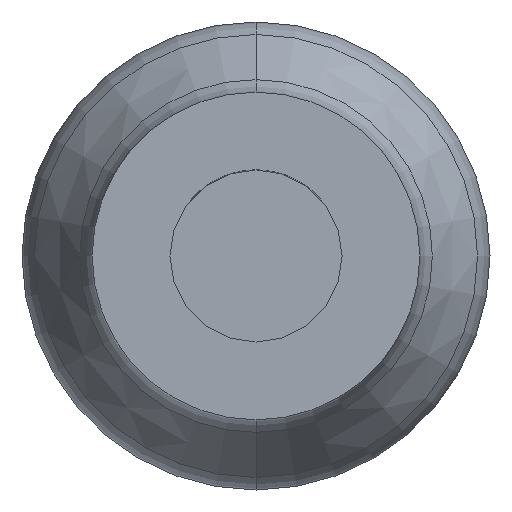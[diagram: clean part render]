
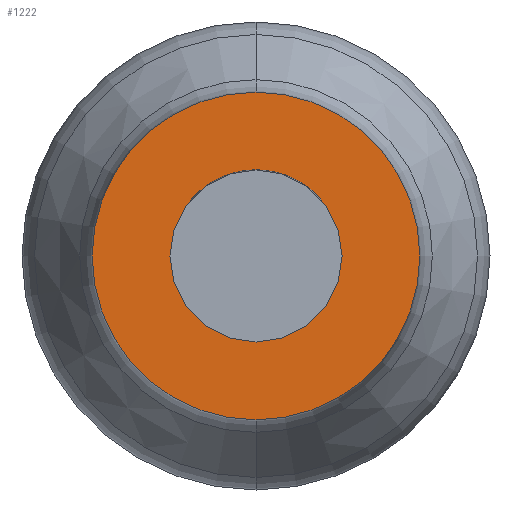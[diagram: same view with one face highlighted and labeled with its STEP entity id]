
A CAD part, front view. The second image highlights one B-rep face of the part: STEP entity #1222.
In plain terms, the highlighted planar face has unit normal (0, -1, 0).
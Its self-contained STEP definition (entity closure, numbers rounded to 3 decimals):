
#47 = AXIS2_PLACEMENT_3D ( 'NONE', #3764, #6560, #4550 ) ;
#255 = DIRECTION ( 'NONE',  ( 0., 0., -1. ) ) ;
#330 = ORIENTED_EDGE ( 'NONE', *, *, #8403, .F. ) ;
#627 = AXIS2_PLACEMENT_3D ( 'NONE', #4506, #1069, #5927 ) ;
#731 = PLANE ( 'NONE',  #3477 ) ;
#810 = VERTEX_POINT ( 'NONE', #6921 ) ;
#1069 = DIRECTION ( 'NONE',  ( 0., 1., 0. ) ) ;
#1185 = ORIENTED_EDGE ( 'NONE', *, *, #2371, .F. ) ;
#1222 = ADVANCED_FACE ( 'Defeature ausgef�hrt1_126', ( #8418, #2718 ), #731, .T. ) ;
#1430 = DIRECTION ( 'NONE',  ( 0., 0., -1. ) ) ;
#1470 = AXIS2_PLACEMENT_3D ( 'NONE', #6302, #2176, #2858 ) ;
#2123 = CIRCLE ( 'NONE', #1470, 1.75 ) ;
#2176 = DIRECTION ( 'NONE',  ( 0., 1., 0. ) ) ;
#2371 = EDGE_CURVE ( 'Defeature ausgef�hrt1_125+Defeature ausgef�hrt1_126+Defeature ausgef�hrt1_126+Defeature ausgef�hrt1_126', #4938, #3530, #3131, .T. ) ;
#2504 = ORIENTED_EDGE ( 'NONE', *, *, #4146, .T. ) ;
#2718 = FACE_OUTER_BOUND ( 'NONE', #6191, .T. ) ;
#2858 = DIRECTION ( 'NONE',  ( 0., 0., 1. ) ) ;
#3131 = CIRCLE ( 'NONE', #47, 1.75 ) ;
#3477 = AXIS2_PLACEMENT_3D ( 'NONE', #5527, #4160, #1430 ) ;
#3530 = VERTEX_POINT ( 'NONE', #6526 ) ;
#3764 = CARTESIAN_POINT ( 'NONE',  ( 0., -11.75, 0. ) ) ;
#4146 = EDGE_CURVE ( 'Defeature ausgef�hrt1_126+Defeature ausgef�hrt1_121+Defeature ausgef�hrt1_121+Defeature ausgef�hrt1_121', #8637, #810, #4207, .T. ) ;
#4160 = DIRECTION ( 'NONE',  ( 0., -1., 0. ) ) ;
#4207 = CIRCLE ( 'NONE', #627, 0.92 ) ;
#4495 = EDGE_CURVE ( 'Defeature ausgef�hrt1_126+Defeature ausgef�hrt1_121+Defeature ausgef�hrt1_121+Defeature ausgef�hrt1_121', #810, #8637, #5499, .T. ) ;
#4506 = CARTESIAN_POINT ( 'NONE',  ( 0., -11.75, 0. ) ) ;
#4550 = DIRECTION ( 'NONE',  ( 0., 0., 1. ) ) ;
#4753 = ORIENTED_EDGE ( 'NONE', *, *, #4495, .T. ) ;
#4938 = VERTEX_POINT ( 'NONE', #7404 ) ;
#5499 = CIRCLE ( 'NONE', #5681, 0.92 ) ;
#5527 = CARTESIAN_POINT ( 'NONE',  ( -1.75, -11.75, 0. ) ) ;
#5681 = AXIS2_PLACEMENT_3D ( 'NONE', #5829, #7157, #255 ) ;
#5829 = CARTESIAN_POINT ( 'NONE',  ( 0., -11.75, 0. ) ) ;
#5927 = DIRECTION ( 'NONE',  ( 0., 0., -1. ) ) ;
#6191 = EDGE_LOOP ( 'NONE', ( #1185, #330 ) ) ;
#6302 = CARTESIAN_POINT ( 'NONE',  ( 0., -11.75, 0. ) ) ;
#6418 = CARTESIAN_POINT ( 'NONE',  ( 0., -11.75, 0.92 ) ) ;
#6439 = EDGE_LOOP ( 'NONE', ( #2504, #4753 ) ) ;
#6526 = CARTESIAN_POINT ( 'NONE',  ( 0., -11.75, -1.75 ) ) ;
#6560 = DIRECTION ( 'NONE',  ( 0., 1., 0. ) ) ;
#6921 = CARTESIAN_POINT ( 'NONE',  ( 0., -11.75, -0.92 ) ) ;
#7157 = DIRECTION ( 'NONE',  ( 0., 1., 0. ) ) ;
#7404 = CARTESIAN_POINT ( 'NONE',  ( 0., -11.75, 1.75 ) ) ;
#8403 = EDGE_CURVE ( 'Defeature ausgef�hrt1_125+Defeature ausgef�hrt1_126+Defeature ausgef�hrt1_126+Defeature ausgef�hrt1_126', #3530, #4938, #2123, .T. ) ;
#8418 = FACE_BOUND ( 'NONE', #6439, .T. ) ;
#8637 = VERTEX_POINT ( 'NONE', #6418 ) ;
